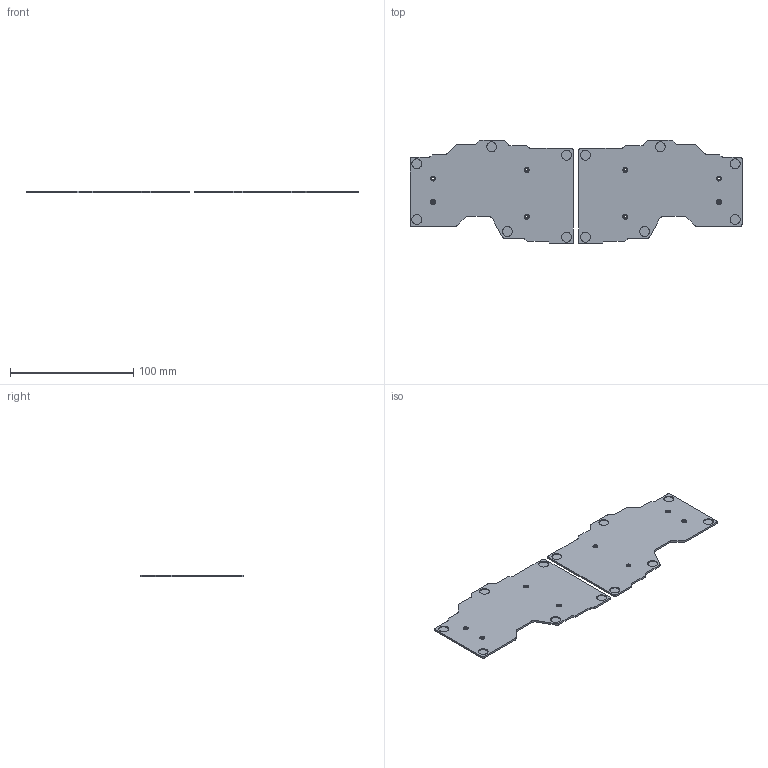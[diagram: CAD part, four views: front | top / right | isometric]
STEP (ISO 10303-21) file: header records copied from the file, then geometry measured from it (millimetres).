
FILE_DESCRIPTION(/* description */ (''),/* implementation_level */ '2;1');
FILE_NAME(/* name */ 'mriya-cnc-bottom-plate.step',/* time_stamp */ '2024-07-14T14:41:04+03:00',/* author */ (''),/* organization */ (''),/* preprocessor_version */ 'ST-DEVELOPER v20',/* originating_system */ 'Autodesk Translation Framework v13.14.0.145',/* authorisation */ '');
FILE_SCHEMA (('AUTOMOTIVE_DESIGN { 1 0 10303 214 3 1 1 }'));
Length unit declared in the file: millimetre
Products named in the file (1): mriya-bottom-plate
Bounding box: 269.2 x 84.3 x 1.5 mm (x, y, z)
Volume: 26253.2 mm3; surface area: 37339.3 mm2
Topology: 2 solids, 2 shells, 140 faces, 348 edges, 232 vertices
Faces by surface type: cylinder 72, plane 68
Full cylindrical faces by diameter (mm): 2 x8, 4 x8, 8 x12
Entity records: 4280 total; most frequent: DIRECTION 774, CARTESIAN_POINT 721, ORIENTED_EDGE 696, EDGE_CURVE 348, AXIS2_PLACEMENT_3D 285, VERTEX_POINT 232, LINE 204, VECTOR 204
